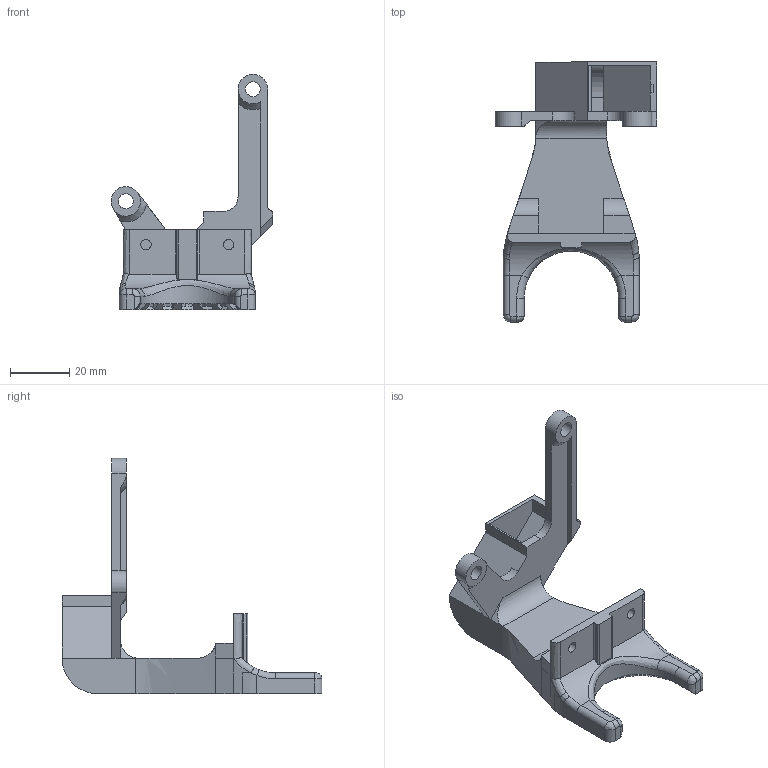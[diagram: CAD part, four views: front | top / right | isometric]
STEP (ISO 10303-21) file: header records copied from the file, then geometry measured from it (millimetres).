
FILE_DESCRIPTION(/* description */ (''),/* implementation_level */ '2;1');
FILE_NAME(/* name */ 'My Unified Duct v18.step',/* time_stamp */ '2020-09-24T11:20:01-07:00',/* author */ (''),/* organization */ (''),/* preprocessor_version */ 'ST-DEVELOPER v18.1',/* originating_system */ 'Autodesk Translation Framework v9.3.0.1241',/* authorisation */ '');
FILE_SCHEMA (('AUTOMOTIVE_DESIGN { 1 0 10303 214 3 1 1 }'));
Length unit declared in the file: millimetre
Products named in the file (1): My Unified Duct
Bounding box: 54.8 x 88 x 79.62 mm (x, y, z)
Volume: 17169.6 mm3; surface area: 22019 mm2
Topology: 1 solids, 1 shells, 295 faces, 859 edges, 536 vertices
Faces by surface type: plane 116, bspline 90, cylinder 59, cone 22, torus 8
Full cylindrical faces by diameter (mm): 3.5 x2, 5.1 x2
Entity records: 12066 total; most frequent: CARTESIAN_POINT 4914, ORIENTED_EDGE 1716, DIRECTION 1221, EDGE_CURVE 858, VERTEX_POINT 536, AXIS2_PLACEMENT_3D 416, LINE 389, VECTOR 389
